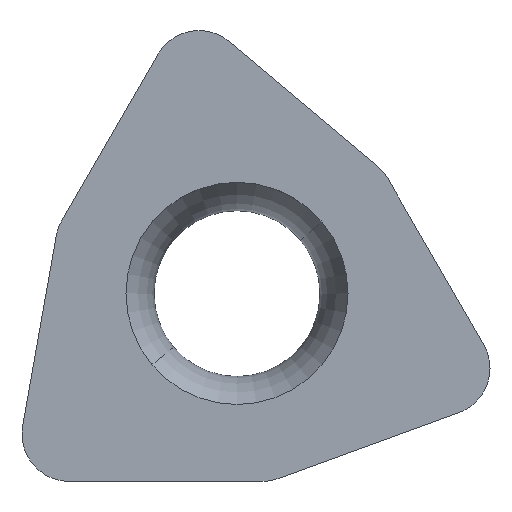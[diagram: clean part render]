
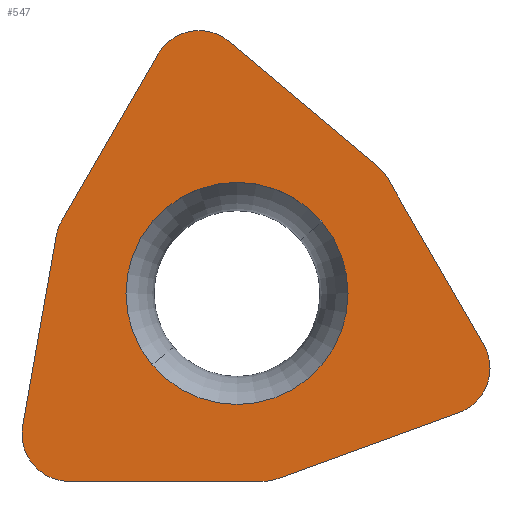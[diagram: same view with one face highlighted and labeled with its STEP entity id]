
A CAD part, top view. The second image highlights one B-rep face of the part: STEP entity #547.
In plain terms, the highlighted planar face has unit normal (0, 0, 1).
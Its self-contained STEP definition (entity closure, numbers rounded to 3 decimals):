
#29=DIRECTION('',(0.174,0.985,0.));
#30=VECTOR('',#29,3.249);
#31=CARTESIAN_POINT('',(-3.618,-2.236,
0.));
#32=LINE('',#31,#30);
#37=CARTESIAN_POINT('',(-2.266,0.825,0.));
#38=DIRECTION('',(0.,0.,-1.));
#39=DIRECTION('',(-0.985,0.174,0.));
#40=AXIS2_PLACEMENT_3D('',#37,#38,#39);
#45=DIRECTION('',(0.5,0.866,0.));
#46=VECTOR('',#45,3.249);
#47=CARTESIAN_POINT('',(-2.959,1.225,0.));
#48=LINE('',#47,#46);
#52=CARTESIAN_POINT('',(-0.642,3.639,0.));
#53=DIRECTION('',(0.,0.,-1.));
#54=DIRECTION('',(-0.866,0.5,0.));
#55=AXIS2_PLACEMENT_3D('',#52,#53,#54);
#60=CARTESIAN_POINT('',(-0.642,3.639,0.));
#61=DIRECTION('',(0.,0.,-1.));
#62=DIRECTION('',(-0.643,0.766,0.));
#63=AXIS2_PLACEMENT_3D('',#60,#61,#62);
#68=DIRECTION('',(0.766,-0.643,0.));
#69=VECTOR('',#68,3.249);
#70=CARTESIAN_POINT('',(-0.127,4.252,0.));
#71=LINE('',#70,#69);
#75=CARTESIAN_POINT('',(1.847,1.55,0.));
#76=DIRECTION('',(0.,0.,-1.));
#77=DIRECTION('',(0.643,0.766,0.));
#78=AXIS2_PLACEMENT_3D('',#75,#76,#77);
#83=DIRECTION('',(0.5,-0.866,0.));
#84=VECTOR('',#83,3.249);
#85=CARTESIAN_POINT('',(2.54,1.95,0.));
#86=LINE('',#85,#84);
#90=CARTESIAN_POINT('',(3.472,-1.264,0.));
#91=DIRECTION('',(0.,0.,-1.));
#92=DIRECTION('',(0.866,0.5,0.));
#93=AXIS2_PLACEMENT_3D('',#90,#91,#92);
#98=CARTESIAN_POINT('',(3.472,-1.264,0.));
#99=DIRECTION('',(0.,0.,-1.));
#100=DIRECTION('',(0.643,-0.766,0.));
#101=AXIS2_PLACEMENT_3D('',#98,#99,#100);
#106=DIRECTION('',(-0.94,-0.342,0.));
#107=VECTOR('',#106,3.249);
#108=CARTESIAN_POINT('',(3.746,-2.015,0.));
#109=LINE('',#108,#107);
#113=CARTESIAN_POINT('',(0.419,-2.375,0.));
#114=DIRECTION('',(0.,0.,-1.));
#115=DIRECTION('',(0.342,-0.94,0.));
#116=AXIS2_PLACEMENT_3D('',#113,#114,#115);
#121=DIRECTION('',(-1.,0.,0.));
#122=VECTOR('',#121,3.249);
#123=CARTESIAN_POINT('',(0.419,-3.175,0.));
#124=LINE('',#123,#122);
#128=CARTESIAN_POINT('',(-2.83,-2.375,0.));
#129=DIRECTION('',(0.,0.,-1.));
#130=DIRECTION('',(0.,-1.,0.));
#131=AXIS2_PLACEMENT_3D('',#128,#129,#130);
#136=CARTESIAN_POINT('',(0.,0.,0.));
#137=DIRECTION('',(0.,0.,1.));
#138=DIRECTION('',(0.766,0.643,0.));
#139=AXIS2_PLACEMENT_3D('',#136,#137,#138);
#144=CARTESIAN_POINT('',(0.,0.,0.));
#145=DIRECTION('',(0.,0.,1.));
#146=DIRECTION('',(-0.766,-0.643,0.));
#147=AXIS2_PLACEMENT_3D('',#144,#145,#146);
#434=CARTESIAN_POINT('',(-3.618,-2.236,
0.));
#435=CARTESIAN_POINT('',(-3.054,0.964,
0.));
#436=VERTEX_POINT('',#434);
#437=VERTEX_POINT('',#435);
#438=CARTESIAN_POINT('',(-2.959,1.225,0.));
#439=VERTEX_POINT('',#438);
#440=CARTESIAN_POINT('',(-1.334,4.039,0.));
#441=VERTEX_POINT('',#440);
#442=CARTESIAN_POINT('',(-1.156,4.252,0.));
#443=CARTESIAN_POINT('',(-0.127,4.252,0.));
#444=VERTEX_POINT('',#442);
#445=VERTEX_POINT('',#443);
#446=CARTESIAN_POINT('',(2.362,2.163,0.));
#447=VERTEX_POINT('',#446);
#448=CARTESIAN_POINT('',(2.54,1.95,0.));
#449=VERTEX_POINT('',#448);
#450=CARTESIAN_POINT('',(4.165,-0.864,0.));
#451=VERTEX_POINT('',#450);
#452=CARTESIAN_POINT('',(3.986,-1.877,0.));
#453=CARTESIAN_POINT('',(3.746,-2.015,0.));
#454=VERTEX_POINT('',#452);
#455=VERTEX_POINT('',#453);
#456=CARTESIAN_POINT('',(0.692,-3.127,0.));
#457=VERTEX_POINT('',#456);
#458=CARTESIAN_POINT('',(0.419,-3.175,0.));
#459=VERTEX_POINT('',#458);
#460=CARTESIAN_POINT('',(-2.83,-3.175,0.));
#461=VERTEX_POINT('',#460);
#462=CARTESIAN_POINT('',(1.436,1.205,0.));
#463=CARTESIAN_POINT('',(-1.436,-1.205,0.));
#464=VERTEX_POINT('',#462);
#465=VERTEX_POINT('',#463);
#506=CARTESIAN_POINT('',(0.,0.,0.));
#507=DIRECTION('',(0.,0.,1.));
#508=DIRECTION('',(-0.643,0.766,0.));
#509=AXIS2_PLACEMENT_3D('',#506,#507,#508);
#510=PLANE('',#509);
#512=ORIENTED_EDGE('',*,*,#511,.T.);
#514=ORIENTED_EDGE('',*,*,#513,.T.);
#516=ORIENTED_EDGE('',*,*,#515,.T.);
#518=ORIENTED_EDGE('',*,*,#517,.T.);
#520=ORIENTED_EDGE('',*,*,#519,.T.);
#522=ORIENTED_EDGE('',*,*,#521,.T.);
#524=ORIENTED_EDGE('',*,*,#523,.T.);
#526=ORIENTED_EDGE('',*,*,#525,.T.);
#528=ORIENTED_EDGE('',*,*,#527,.T.);
#530=ORIENTED_EDGE('',*,*,#529,.T.);
#532=ORIENTED_EDGE('',*,*,#531,.T.);
#534=ORIENTED_EDGE('',*,*,#533,.T.);
#536=ORIENTED_EDGE('',*,*,#535,.T.);
#538=ORIENTED_EDGE('',*,*,#537,.T.);
#539=EDGE_LOOP('',(#512,#514,#516,#518,#520,#522,#524,#526,#528,#530,#532,#534,
#536,#538));
#540=FACE_OUTER_BOUND('',#539,.F.);
#542=ORIENTED_EDGE('',*,*,#541,.T.);
#544=ORIENTED_EDGE('',*,*,#543,.T.);
#545=EDGE_LOOP('',(#542,#544));
#546=FACE_BOUND('',#545,.F.);
#41=CIRCLE('',#40,0.8);
#56=CIRCLE('',#55,0.8);
#64=CIRCLE('',#63,0.8);
#79=CIRCLE('',#78,0.8);
#94=CIRCLE('',#93,0.8);
#102=CIRCLE('',#101,0.8);
#117=CIRCLE('',#116,0.8);
#132=CIRCLE('',#131,0.8);
#140=CIRCLE('',#139,1.875);
#148=CIRCLE('',#147,1.875);
#511=EDGE_CURVE('',#436,#437,#32,.T.);
#513=EDGE_CURVE('',#437,#439,#41,.T.);
#515=EDGE_CURVE('',#439,#441,#48,.T.);
#517=EDGE_CURVE('',#441,#444,#56,.T.);
#519=EDGE_CURVE('',#444,#445,#64,.T.);
#521=EDGE_CURVE('',#445,#447,#71,.T.);
#523=EDGE_CURVE('',#447,#449,#79,.T.);
#525=EDGE_CURVE('',#449,#451,#86,.T.);
#527=EDGE_CURVE('',#451,#454,#94,.T.);
#529=EDGE_CURVE('',#454,#455,#102,.T.);
#531=EDGE_CURVE('',#455,#457,#109,.T.);
#533=EDGE_CURVE('',#457,#459,#117,.T.);
#535=EDGE_CURVE('',#459,#461,#124,.T.);
#537=EDGE_CURVE('',#461,#436,#132,.T.);
#541=EDGE_CURVE('',#464,#465,#140,.T.);
#543=EDGE_CURVE('',#465,#464,#148,.T.);
#547=ADVANCED_FACE('',(#540,#546),#510,.T.);
